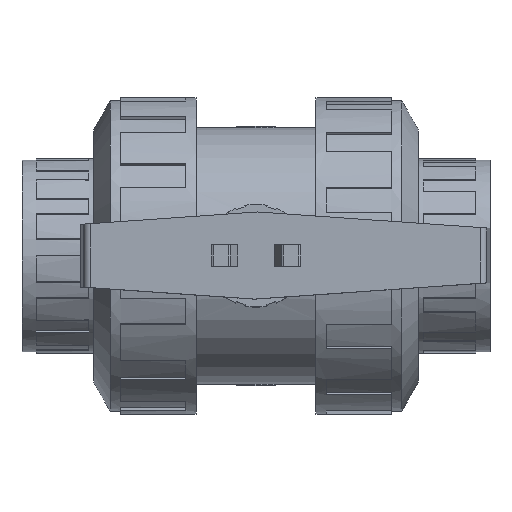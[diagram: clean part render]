
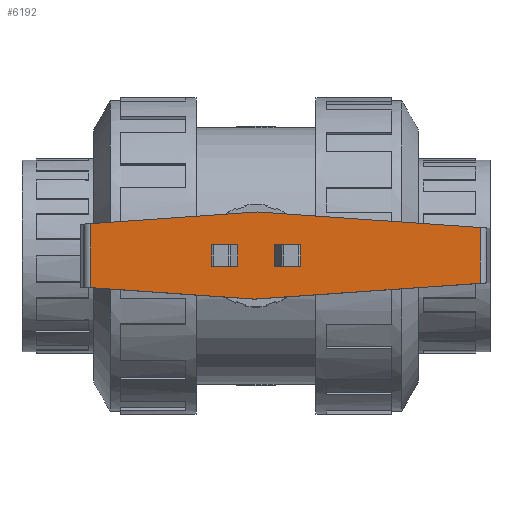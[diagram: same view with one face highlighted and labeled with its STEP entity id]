
A CAD part, top view. The second image highlights one B-rep face of the part: STEP entity #6192.
In plain terms, the highlighted planar face has unit normal (0, 0, 1).
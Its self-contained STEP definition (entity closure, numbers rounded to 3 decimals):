
#5043=CARTESIAN_POINT('',(0.489,13.966,88.5));
#5044=VERTEX_POINT('',#5043);
#5051=CARTESIAN_POINT('',(71.912,8.971,88.5));
#5052=VERTEX_POINT('',#5051);
#5053=CARTESIAN_POINT('',(71.912,8.971,88.5));
#5054=DIRECTION('',(-0.998,0.07,0.0));
#5055=VECTOR('',#5054,71.597);
#5056=LINE('',#5053,#5055);
#5057=EDGE_CURVE('',#5052,#5044,#5056,.T.);
#5156=CARTESIAN_POINT('',(-53.162,10.214,88.5));
#5157=VERTEX_POINT('',#5156);
#5165=CARTESIAN_POINT('',(0.489,13.966,88.5));
#5166=DIRECTION('',(-0.998,-0.07,0.0));
#5167=VECTOR('',#5166,53.782);
#5168=LINE('',#5165,#5167);
#5169=EDGE_CURVE('',#5044,#5157,#5168,.T.);
#5329=CARTESIAN_POINT('',(-0.489,-13.966,88.5));
#5330=VERTEX_POINT('',#5329);
#5337=CARTESIAN_POINT('',(-53.162,-10.283,88.5));
#5338=VERTEX_POINT('',#5337);
#5339=CARTESIAN_POINT('',(-53.162,-10.283,88.5));
#5340=DIRECTION('',(0.998,-0.07,0.0));
#5341=VECTOR('',#5340,52.801);
#5342=LINE('',#5339,#5341);
#5343=EDGE_CURVE('',#5338,#5330,#5342,.T.);
#5393=CARTESIAN_POINT('',(-5.84,-3.5,88.5));
#5394=VERTEX_POINT('',#5393);
#5395=CARTESIAN_POINT('',(-14.2,-3.5,88.5));
#5396=VERTEX_POINT('',#5395);
#5397=CARTESIAN_POINT('',(-5.84,-3.5,88.5));
#5398=DIRECTION('',(-1.0,0.0,0.0));
#5399=VECTOR('',#5398,8.36);
#5400=LINE('',#5397,#5399);
#5401=EDGE_CURVE('',#5394,#5396,#5400,.T.);
#5451=CARTESIAN_POINT('',(-5.84,3.5,88.5));
#5452=VERTEX_POINT('',#5451);
#5453=CARTESIAN_POINT('',(-5.84,3.5,88.5));
#5454=DIRECTION('',(0.0,-1.0,0.0));
#5455=VECTOR('',#5454,7.);
#5456=LINE('',#5453,#5455);
#5457=EDGE_CURVE('',#5452,#5394,#5456,.T.);
#5514=CARTESIAN_POINT('',(-14.2,3.5,88.5));
#5515=VERTEX_POINT('',#5514);
#5516=CARTESIAN_POINT('',(-14.2,-3.5,88.5));
#5517=DIRECTION('',(0.0,1.0,0.0));
#5518=VECTOR('',#5517,7.);
#5519=LINE('',#5516,#5518);
#5520=EDGE_CURVE('',#5396,#5515,#5519,.T.);
#5580=CARTESIAN_POINT('',(-14.2,3.5,88.5));
#5581=DIRECTION('',(1.0,0.0,0.0));
#5582=VECTOR('',#5581,8.36);
#5583=LINE('',#5580,#5582);
#5584=EDGE_CURVE('',#5515,#5452,#5583,.T.);
#5599=CARTESIAN_POINT('',(5.84,3.5,88.5));
#5600=VERTEX_POINT('',#5599);
#5601=CARTESIAN_POINT('',(14.2,3.5,88.5));
#5602=VERTEX_POINT('',#5601);
#5603=CARTESIAN_POINT('',(5.84,3.5,88.5));
#5604=DIRECTION('',(1.0,0.0,0.0));
#5605=VECTOR('',#5604,8.36);
#5606=LINE('',#5603,#5605);
#5607=EDGE_CURVE('',#5600,#5602,#5606,.T.);
#5657=CARTESIAN_POINT('',(5.84,-3.5,88.5));
#5658=VERTEX_POINT('',#5657);
#5659=CARTESIAN_POINT('',(5.84,-3.5,88.5));
#5660=DIRECTION('',(0.0,1.0,0.0));
#5661=VECTOR('',#5660,7.);
#5662=LINE('',#5659,#5661);
#5663=EDGE_CURVE('',#5658,#5600,#5662,.T.);
#5720=CARTESIAN_POINT('',(14.2,-3.5,88.5));
#5721=VERTEX_POINT('',#5720);
#5722=CARTESIAN_POINT('',(14.2,3.5,88.5));
#5723=DIRECTION('',(0.0,-1.0,0.0));
#5724=VECTOR('',#5723,7.);
#5725=LINE('',#5722,#5724);
#5726=EDGE_CURVE('',#5602,#5721,#5725,.T.);
#5786=CARTESIAN_POINT('',(14.2,-3.5,88.5));
#5787=DIRECTION('',(-1.0,0.0,0.0));
#5788=VECTOR('',#5787,8.36);
#5789=LINE('',#5786,#5788);
#5790=EDGE_CURVE('',#5721,#5658,#5789,.T.);
#6132=CARTESIAN_POINT('',(71.912,-8.903,88.5));
#6133=VERTEX_POINT('',#6132);
#6141=CARTESIAN_POINT('',(-0.489,-13.966,88.5));
#6142=DIRECTION('',(0.998,0.07,0.0));
#6143=VECTOR('',#6142,72.577);
#6144=LINE('',#6141,#6143);
#6145=EDGE_CURVE('',#5330,#6133,#6144,.T.);
#6157=CARTESIAN_POINT('',(35.956,14.,88.5));
#6158=DIRECTION('',(0.0,0.0,1.0));
#6159=DIRECTION('',(1.0,0.0,0.0));
#6160=AXIS2_PLACEMENT_3D('',#6157,#6158,#6159);
#6161=PLANE('',#6160);
#6162=ORIENTED_EDGE('',*,*,#5169,.T.);
#6163=CARTESIAN_POINT('',(-53.162,10.214,88.5));
#6164=DIRECTION('',(0.0,-1.0,0.0));
#6165=VECTOR('',#6164,20.497);
#6166=LINE('',#6163,#6165);
#6167=EDGE_CURVE('',#5157,#5338,#6166,.T.);
#6168=ORIENTED_EDGE('',*,*,#6167,.T.);
#6169=ORIENTED_EDGE('',*,*,#5343,.T.);
#6170=ORIENTED_EDGE('',*,*,#6145,.T.);
#6171=CARTESIAN_POINT('',(71.912,8.971,88.5));
#6172=DIRECTION('',(0.0,-1.0,0.0));
#6173=VECTOR('',#6172,17.875);
#6174=LINE('',#6171,#6173);
#6175=EDGE_CURVE('',#5052,#6133,#6174,.T.);
#6176=ORIENTED_EDGE('',*,*,#6175,.F.);
#6177=ORIENTED_EDGE('',*,*,#5057,.T.);
#6178=EDGE_LOOP('',(#6162,#6168,#6169,#6170,#6176,#6177));
#6179=FACE_OUTER_BOUND('',#6178,.T.);
#6180=ORIENTED_EDGE('',*,*,#5663,.T.);
#6181=ORIENTED_EDGE('',*,*,#5607,.T.);
#6182=ORIENTED_EDGE('',*,*,#5726,.T.);
#6183=ORIENTED_EDGE('',*,*,#5790,.T.);
#6184=EDGE_LOOP('',(#6180,#6181,#6182,#6183));
#6185=FACE_BOUND('',#6184,.T.);
#6186=ORIENTED_EDGE('',*,*,#5457,.T.);
#6187=ORIENTED_EDGE('',*,*,#5401,.T.);
#6188=ORIENTED_EDGE('',*,*,#5520,.T.);
#6189=ORIENTED_EDGE('',*,*,#5584,.T.);
#6190=EDGE_LOOP('',(#6186,#6187,#6188,#6189));
#6191=FACE_BOUND('',#6190,.T.);
#6192=ADVANCED_FACE('',(#6179,#6185,#6191),#6161,.T.);
